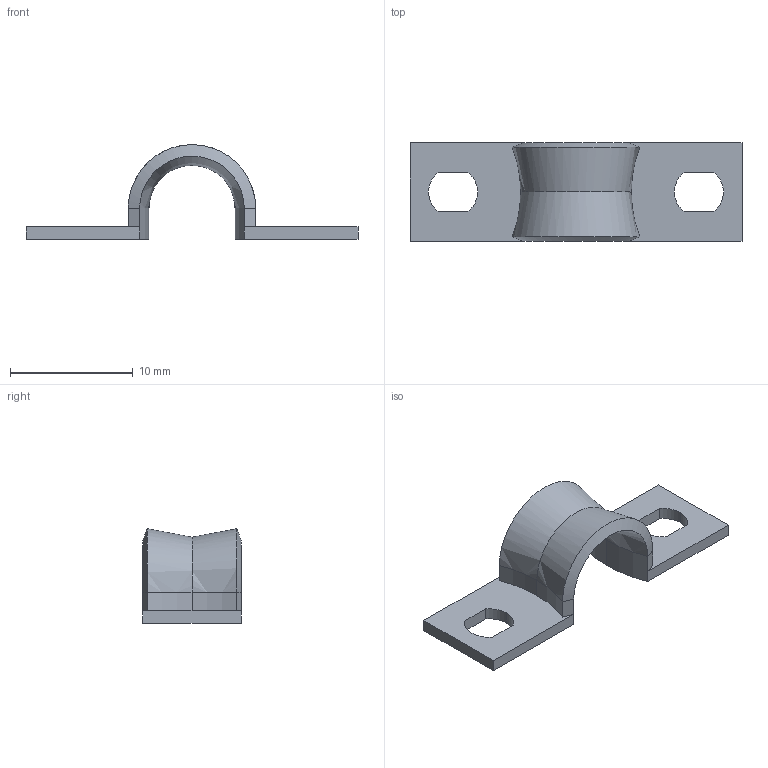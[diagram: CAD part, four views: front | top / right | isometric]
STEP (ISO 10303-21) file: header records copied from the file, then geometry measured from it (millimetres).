
FILE_DESCRIPTION(/* description */ (''),/* implementation_level */ '2;1');
FILE_NAME(/* name */ '1044125',/* time_stamp */ '2016-02-03T13:37:41+01:00',/* author */ (''),/* organization */ (''),/* preprocessor_version */ 'ST-DEVELOPER v15',/* originating_system */ '',/* authorisation */ '');
FILE_SCHEMA (('CONFIG_CONTROL_DESIGN'));
Length unit declared in the file: millimetre
Products named in the file (1): Document
Bounding box: 27 x 8 x 7.68 mm (x, y, z)
Volume: 261.2 mm3; surface area: 634.9 mm2
Topology: 1 solids, 1 shells, 40 faces, 98 edges, 60 vertices
Faces by surface type: bspline 26, plane 14
Entity records: 1568 total; most frequent: CARTESIAN_POINT 906, ORIENTED_EDGE 196, EDGE_CURVE 98, VERTEX_POINT 60, B_SPLINE_CURVE_WITH_KNOTS 46, EDGE_LOOP 44, ADVANCED_FACE 40, FACE_OUTER_BOUND 40
